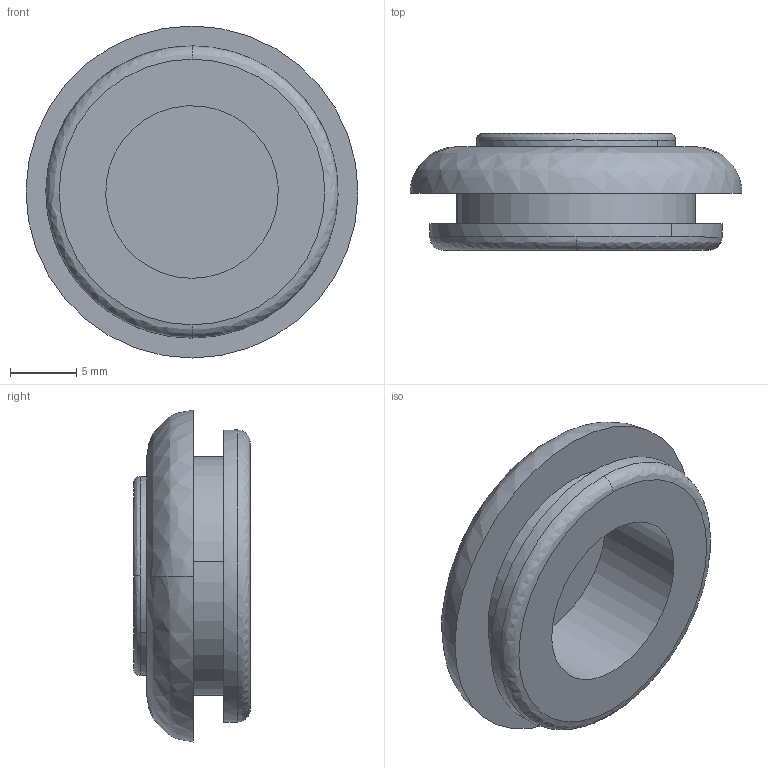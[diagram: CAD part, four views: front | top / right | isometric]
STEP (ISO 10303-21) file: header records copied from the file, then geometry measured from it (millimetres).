
FILE_DESCRIPTION( (''), '2;1');
FILE_NAME ('PC50.12492.TM_MG_2_CRUL_16858.stp','2019-12-19T14:46:02',(''),(''),'spGate 15.6.1','','');
FILE_SCHEMA (('AUTOMOTIVE_DESIGN'));
Length unit declared in the file: millimetre
Bounding box: 25 x 8.8 x 25 mm (x, y, z)
Volume: 1926.1 mm3; surface area: 1990.1 mm2
Topology: 1 solids, 1 shells, 22 faces, 70 edges, 54 vertices
Faces by surface type: cylinder 10, plane 6, bspline 6
Entity records: 1511 total; most frequent: CARTESIAN_POINT 350, ORIENTED_EDGE 140, DIRECTION 136, COLOUR_RGB 93, PRESENTATION_STYLE_ASSIGNMENT 93, STYLED_ITEM 93, EDGE_CURVE 70, DRAUGHTING_PRE_DEFINED_CURVE_FONT 70
